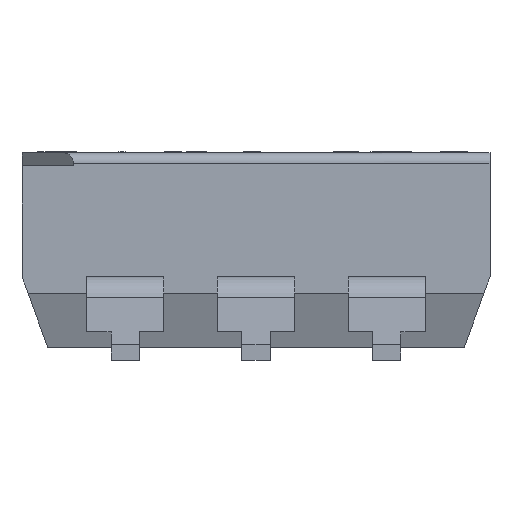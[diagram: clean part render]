
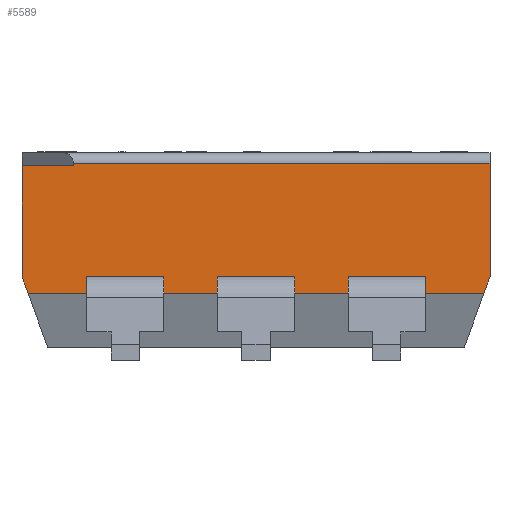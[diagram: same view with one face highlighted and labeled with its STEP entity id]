
A CAD part, left-side view. The second image highlights one B-rep face of the part: STEP entity #5589.
In plain terms, the highlighted planar face has unit normal (-1, 0, 0).
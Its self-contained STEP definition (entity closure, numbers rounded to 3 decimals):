
#3514 = VERTEX_POINT('',#3515);
#3515 = CARTESIAN_POINT('',(-3.37,0.75,1.32));
#3521 = EDGE_CURVE('',#3522,#3514,#3524,.T.);
#3522 = VERTEX_POINT('',#3523);
#3523 = CARTESIAN_POINT('',(-3.37,-0.75,1.32));
#3524 = LINE('',#3525,#3526);
#3525 = CARTESIAN_POINT('',(-3.37,-4.545,1.32));
#3526 = VECTOR('',#3527,1.);
#3527 = DIRECTION('',(-0.,1.,0.));
#3543 = EDGE_CURVE('',#3544,#3546,#3548,.T.);
#3544 = VERTEX_POINT('',#3545);
#3545 = CARTESIAN_POINT('',(-3.37,-0.75,1.62));
#3546 = VERTEX_POINT('',#3547);
#3547 = CARTESIAN_POINT('',(-3.37,0.75,1.62));
#3548 = LINE('',#3549,#3550);
#3549 = CARTESIAN_POINT('',(-3.37,-4.545,1.62));
#3550 = VECTOR('',#3551,1.);
#3551 = DIRECTION('',(-0.,1.,0.));
#3901 = EDGE_CURVE('',#3902,#3904,#3906,.T.);
#3902 = VERTEX_POINT('',#3903);
#3903 = CARTESIAN_POINT('',(-3.37,-3.29,1.32));
#3904 = VERTEX_POINT('',#3905);
#3905 = CARTESIAN_POINT('',(-3.37,-1.79,1.32));
#3906 = LINE('',#3907,#3908);
#3907 = CARTESIAN_POINT('',(-3.37,-4.545,1.32));
#3908 = VECTOR('',#3909,1.);
#3909 = DIRECTION('',(-0.,1.,0.));
#3934 = VERTEX_POINT('',#3935);
#3935 = CARTESIAN_POINT('',(-3.37,-3.29,1.62));
#3941 = EDGE_CURVE('',#3934,#3942,#3944,.T.);
#3942 = VERTEX_POINT('',#3943);
#3943 = CARTESIAN_POINT('',(-3.37,-1.79,1.62));
#3944 = LINE('',#3945,#3946);
#3945 = CARTESIAN_POINT('',(-3.37,-4.545,1.62));
#3946 = VECTOR('',#3947,1.);
#3947 = DIRECTION('',(-0.,1.,0.));
#4923 = VERTEX_POINT('',#4924);
#4924 = CARTESIAN_POINT('',(-3.37,3.29,1.32));
#4930 = EDGE_CURVE('',#4931,#4923,#4933,.T.);
#4931 = VERTEX_POINT('',#4932);
#4932 = CARTESIAN_POINT('',(-3.37,1.79,1.32));
#4933 = LINE('',#4934,#4935);
#4934 = CARTESIAN_POINT('',(-3.37,-4.545,1.32));
#4935 = VECTOR('',#4936,1.);
#4936 = DIRECTION('',(-0.,1.,0.));
#4963 = VERTEX_POINT('',#4964);
#4964 = CARTESIAN_POINT('',(-3.37,-4.425,1.294));
#4970 = EDGE_CURVE('',#4963,#4971,#4973,.T.);
#4971 = VERTEX_POINT('',#4972);
#4972 = CARTESIAN_POINT('',(-3.37,4.425,1.294));
#4973 = LINE('',#4974,#4975);
#4974 = CARTESIAN_POINT('',(-3.37,-4.545,1.294));
#4975 = VECTOR('',#4976,1.);
#4976 = DIRECTION('',(-0.,1.,0.));
#5562 = VERTEX_POINT('',#5563);
#5563 = CARTESIAN_POINT('',(-3.37,3.547,3.829));
#5570 = EDGE_CURVE('',#5571,#5562,#5573,.T.);
#5571 = VERTEX_POINT('',#5572);
#5572 = CARTESIAN_POINT('',(-3.37,-4.545,3.829));
#5573 = LINE('',#5574,#5575);
#5574 = CARTESIAN_POINT('',(-3.37,-4.545,3.829));
#5575 = VECTOR('',#5576,1.);
#5576 = DIRECTION('',(-0.,1.,0.));
#5589 = ADVANCED_FACE('',(#5590,#5606,#5654,#5679),#5695,.F.);
#5590 = FACE_BOUND('',#5591,.T.);
#5591 = EDGE_LOOP('',(#5592,#5598,#5599,#5605));
#5592 = ORIENTED_EDGE('',*,*,#5593,.F.);
#5593 = EDGE_CURVE('',#3902,#3934,#5594,.T.);
#5594 = LINE('',#5595,#5596);
#5595 = CARTESIAN_POINT('',(-3.37,-3.29,0.));
#5596 = VECTOR('',#5597,1.);
#5597 = DIRECTION('',(0.,0.,1.));
#5598 = ORIENTED_EDGE('',*,*,#3901,.T.);
#5599 = ORIENTED_EDGE('',*,*,#5600,.T.);
#5600 = EDGE_CURVE('',#3904,#3942,#5601,.T.);
#5601 = LINE('',#5602,#5603);
#5602 = CARTESIAN_POINT('',(-3.37,-1.79,0.));
#5603 = VECTOR('',#5604,1.);
#5604 = DIRECTION('',(0.,0.,1.));
#5605 = ORIENTED_EDGE('',*,*,#3941,.F.);
#5606 = FACE_BOUND('',#5607,.T.);
#5607 = EDGE_LOOP('',(#5608,#5609,#5617,#5623,#5624,#5632,#5640,#5648));
#5608 = ORIENTED_EDGE('',*,*,#4970,.F.);
#5609 = ORIENTED_EDGE('',*,*,#5610,.T.);
#5610 = EDGE_CURVE('',#4963,#5611,#5613,.T.);
#5611 = VERTEX_POINT('',#5612);
#5612 = CARTESIAN_POINT('',(-3.37,-4.545,1.624));
#5613 = LINE('',#5614,#5615);
#5614 = CARTESIAN_POINT('',(-3.37,-4.545,1.624));
#5615 = VECTOR('',#5616,1.);
#5616 = DIRECTION('',(0.,-0.342,0.94
    ));
#5617 = ORIENTED_EDGE('',*,*,#5618,.F.);
#5618 = EDGE_CURVE('',#5571,#5611,#5619,.T.);
#5619 = LINE('',#5620,#5621);
#5620 = CARTESIAN_POINT('',(-3.37,-4.545,1.32));
#5621 = VECTOR('',#5622,1.);
#5622 = DIRECTION('',(0.,0.,-1.));
#5623 = ORIENTED_EDGE('',*,*,#5570,.T.);
#5624 = ORIENTED_EDGE('',*,*,#5625,.T.);
#5625 = EDGE_CURVE('',#5562,#5626,#5628,.T.);
#5626 = VERTEX_POINT('',#5627);
#5627 = CARTESIAN_POINT('',(-3.37,3.547,3.779));
#5628 = LINE('',#5629,#5630);
#5629 = CARTESIAN_POINT('',(-3.37,3.547,3.829));
#5630 = VECTOR('',#5631,1.);
#5631 = DIRECTION('',(0.,0.,-1.));
#5632 = ORIENTED_EDGE('',*,*,#5633,.F.);
#5633 = EDGE_CURVE('',#5634,#5626,#5636,.T.);
#5634 = VERTEX_POINT('',#5635);
#5635 = CARTESIAN_POINT('',(-3.37,4.545,3.779));
#5636 = LINE('',#5637,#5638);
#5637 = CARTESIAN_POINT('',(-3.37,-4.545,3.779));
#5638 = VECTOR('',#5639,1.);
#5639 = DIRECTION('',(0.,-1.,0.));
#5640 = ORIENTED_EDGE('',*,*,#5641,.T.);
#5641 = EDGE_CURVE('',#5634,#5642,#5644,.T.);
#5642 = VERTEX_POINT('',#5643);
#5643 = CARTESIAN_POINT('',(-3.37,4.545,1.624));
#5644 = LINE('',#5645,#5646);
#5645 = CARTESIAN_POINT('',(-3.37,4.545,3.829));
#5646 = VECTOR('',#5647,1.);
#5647 = DIRECTION('',(0.,0.,-1.));
#5648 = ORIENTED_EDGE('',*,*,#5649,.T.);
#5649 = EDGE_CURVE('',#5642,#4971,#5650,.T.);
#5650 = LINE('',#5651,#5652);
#5651 = CARTESIAN_POINT('',(-3.37,4.045,0.25));
#5652 = VECTOR('',#5653,1.);
#5653 = DIRECTION('',(0.,-0.342,-0.94
    ));
#5654 = FACE_BOUND('',#5655,.T.);
#5655 = EDGE_LOOP('',(#5656,#5657,#5665,#5673));
#5656 = ORIENTED_EDGE('',*,*,#4930,.T.);
#5657 = ORIENTED_EDGE('',*,*,#5658,.T.);
#5658 = EDGE_CURVE('',#4923,#5659,#5661,.T.);
#5659 = VERTEX_POINT('',#5660);
#5660 = CARTESIAN_POINT('',(-3.37,3.29,1.62));
#5661 = LINE('',#5662,#5663);
#5662 = CARTESIAN_POINT('',(-3.37,3.29,0.));
#5663 = VECTOR('',#5664,1.);
#5664 = DIRECTION('',(0.,0.,1.));
#5665 = ORIENTED_EDGE('',*,*,#5666,.F.);
#5666 = EDGE_CURVE('',#5667,#5659,#5669,.T.);
#5667 = VERTEX_POINT('',#5668);
#5668 = CARTESIAN_POINT('',(-3.37,1.79,1.62));
#5669 = LINE('',#5670,#5671);
#5670 = CARTESIAN_POINT('',(-3.37,-4.545,1.62));
#5671 = VECTOR('',#5672,1.);
#5672 = DIRECTION('',(-0.,1.,0.));
#5673 = ORIENTED_EDGE('',*,*,#5674,.F.);
#5674 = EDGE_CURVE('',#4931,#5667,#5675,.T.);
#5675 = LINE('',#5676,#5677);
#5676 = CARTESIAN_POINT('',(-3.37,1.79,0.));
#5677 = VECTOR('',#5678,1.);
#5678 = DIRECTION('',(0.,0.,1.));
#5679 = FACE_BOUND('',#5680,.T.);
#5680 = EDGE_LOOP('',(#5681,#5682,#5688,#5689));
#5681 = ORIENTED_EDGE('',*,*,#3521,.T.);
#5682 = ORIENTED_EDGE('',*,*,#5683,.T.);
#5683 = EDGE_CURVE('',#3514,#3546,#5684,.T.);
#5684 = LINE('',#5685,#5686);
#5685 = CARTESIAN_POINT('',(-3.37,0.75,0.));
#5686 = VECTOR('',#5687,1.);
#5687 = DIRECTION('',(0.,0.,1.));
#5688 = ORIENTED_EDGE('',*,*,#3543,.F.);
#5689 = ORIENTED_EDGE('',*,*,#5690,.F.);
#5690 = EDGE_CURVE('',#3522,#3544,#5691,.T.);
#5691 = LINE('',#5692,#5693);
#5692 = CARTESIAN_POINT('',(-3.37,-0.75,0.));
#5693 = VECTOR('',#5694,1.);
#5694 = DIRECTION('',(0.,0.,1.));
#5695 = PLANE('',#5696);
#5696 = AXIS2_PLACEMENT_3D('',#5697,#5698,#5699);
#5697 = CARTESIAN_POINT('',(-3.37,-4.545,3.829));
#5698 = DIRECTION('',(1.,0.,0.));
#5699 = DIRECTION('',(0.,0.,1.));
